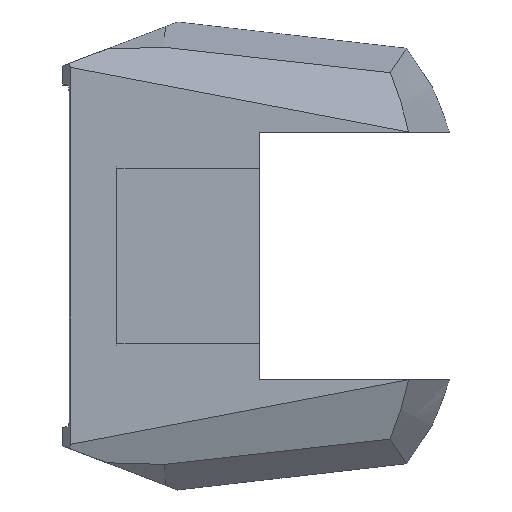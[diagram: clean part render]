
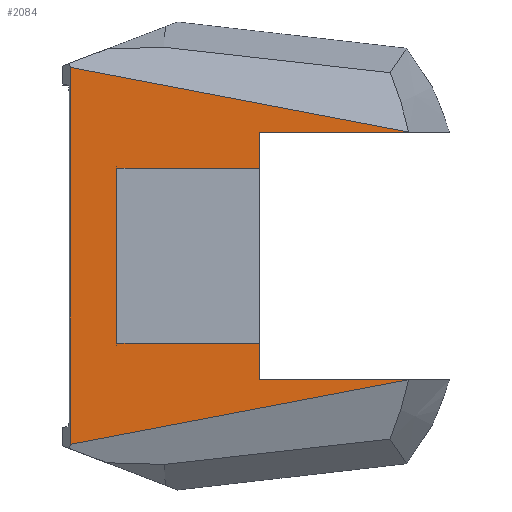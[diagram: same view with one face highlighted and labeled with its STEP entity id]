
A CAD part, top view. The second image highlights one B-rep face of the part: STEP entity #2084.
In plain terms, the highlighted planar face has unit normal (0, 0, 1).
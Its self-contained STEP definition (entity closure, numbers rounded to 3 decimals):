
#1 = CARTESIAN_POINT ( 'NONE',  ( 5.845, -30.406, 26. ) ) ;
#11 = LINE ( 'NONE', #929, #1744 ) ;
#17 = ORIENTED_EDGE ( 'NONE', *, *, #1792, .T. ) ;
#33 = EDGE_CURVE ( 'NONE', #358, #75, #1528, .T. ) ;
#75 = VERTEX_POINT ( 'NONE', #1181 ) ;
#154 = ORIENTED_EDGE ( 'NONE', *, *, #1030, .F. ) ;
#202 = LINE ( 'NONE', #1343, #874 ) ;
#219 = ORIENTED_EDGE ( 'NONE', *, *, #2433, .F. ) ;
#260 = CARTESIAN_POINT ( 'NONE',  ( -40.682, 46.283, 26. ) ) ;
#289 = VERTEX_POINT ( 'NONE', #1993 ) ;
#303 = CARTESIAN_POINT ( 'NONE',  ( -29.155, -21.5, 26. ) ) ;
#342 = DIRECTION ( 'NONE',  ( 1., 0., 0. ) ) ;
#358 = VERTEX_POINT ( 'NONE', #1320 ) ;
#444 = ORIENTED_EDGE ( 'NONE', *, *, #1147, .F. ) ;
#459 = CARTESIAN_POINT ( 'NONE',  ( 0., 30.406, 26. ) ) ;
#486 = VECTOR ( 'NONE', #1684, 1000. ) ;
#526 = PLANE ( 'NONE',  #1186 ) ;
#563 = CARTESIAN_POINT ( 'NONE',  ( -29.155, 21.5, 26. ) ) ;
#591 = DIRECTION ( 'NONE',  ( -1., 0., 0. ) ) ;
#699 = ORIENTED_EDGE ( 'NONE', *, *, #974, .F. ) ;
#705 = VECTOR ( 'NONE', #1888, 1000. ) ;
#723 = ORIENTED_EDGE ( 'NONE', *, *, #33, .F. ) ;
#726 = VERTEX_POINT ( 'NONE', #1023 ) ;
#755 = CARTESIAN_POINT ( 'NONE',  ( -29.155, 21.5, 26. ) ) ;
#763 = VERTEX_POINT ( 'NONE', #1405 ) ;
#788 = ORIENTED_EDGE ( 'NONE', *, *, #1329, .F. ) ;
#799 = DIRECTION ( 'NONE',  ( -1., 0., 0. ) ) ;
#806 = DIRECTION ( 'NONE',  ( 1., 0., 0. ) ) ;
#809 = VECTOR ( 'NONE', #2095, 1000. ) ;
#854 = DIRECTION ( 'NONE',  ( -0.982, -0.187, 0. ) ) ;
#874 = VECTOR ( 'NONE', #591, 1000. ) ;
#918 = LINE ( 'NONE', #1, #486 ) ;
#929 = CARTESIAN_POINT ( 'NONE',  ( -42.5, 46.63, 26. ) ) ;
#971 = VERTEX_POINT ( 'NONE', #1025 ) ;
#974 = EDGE_CURVE ( 'NONE', #763, #358, #2306, .T. ) ;
#1023 = CARTESIAN_POINT ( 'NONE',  ( -29.155, -21.5, 26. ) ) ;
#1025 = CARTESIAN_POINT ( 'NONE',  ( -40.682, -46.283, 26. ) ) ;
#1030 = EDGE_CURVE ( 'NONE', #2029, #971, #1556, .T. ) ;
#1094 = ORIENTED_EDGE ( 'NONE', *, *, #2091, .T. ) ;
#1107 = DIRECTION ( 'NONE',  ( 0., -1., 0. ) ) ;
#1147 = EDGE_CURVE ( 'NONE', #1513, #763, #11, .T. ) ;
#1157 = EDGE_CURVE ( 'NONE', #289, #2327, #918, .T. ) ;
#1167 = CARTESIAN_POINT ( 'NONE',  ( 5.845, -30.406, 26. ) ) ;
#1170 = CARTESIAN_POINT ( 'NONE',  ( 42.5, -30.406, 26. ) ) ;
#1172 = ORIENTED_EDGE ( 'NONE', *, *, #2126, .T. ) ;
#1181 = CARTESIAN_POINT ( 'NONE',  ( 5.845, 21.5, 26. ) ) ;
#1186 = AXIS2_PLACEMENT_3D ( 'NONE', #2028, #1474, #342 ) ;
#1218 = VECTOR ( 'NONE', #854, 1000. ) ;
#1296 = CARTESIAN_POINT ( 'NONE',  ( -29.155, 21.5, 26. ) ) ;
#1297 = LINE ( 'NONE', #1865, #2217 ) ;
#1320 = CARTESIAN_POINT ( 'NONE',  ( 5.845, 30.406, 26. ) ) ;
#1329 = EDGE_CURVE ( 'NONE', #1495, #726, #1912, .T. ) ;
#1334 = DIRECTION ( 'NONE',  ( 0.982, -0.187, 0. ) ) ;
#1335 = VECTOR ( 'NONE', #799, 1000. ) ;
#1343 = CARTESIAN_POINT ( 'NONE',  ( 0., -30.406, 26. ) ) ;
#1345 = CARTESIAN_POINT ( 'NONE',  ( 5.845, -30.406, 26. ) ) ;
#1405 = CARTESIAN_POINT ( 'NONE',  ( 42.5, 30.406, 26. ) ) ;
#1474 = DIRECTION ( 'NONE',  ( 0., 0., 1. ) ) ;
#1483 = VECTOR ( 'NONE', #806, 1000. ) ;
#1495 = VERTEX_POINT ( 'NONE', #1296 ) ;
#1513 = VERTEX_POINT ( 'NONE', #260 ) ;
#1528 = LINE ( 'NONE', #1345, #809 ) ;
#1556 = LINE ( 'NONE', #1170, #1218 ) ;
#1684 = DIRECTION ( 'NONE',  ( 0., -1., 0. ) ) ;
#1744 = VECTOR ( 'NONE', #1334, 1000. ) ;
#1792 = EDGE_CURVE ( 'NONE', #1495, #75, #1879, .T. ) ;
#1842 = ORIENTED_EDGE ( 'NONE', *, *, #1157, .F. ) ;
#1856 = VECTOR ( 'NONE', #2402, 1000. ) ;
#1865 = CARTESIAN_POINT ( 'NONE',  ( -40.682, 0., 26. ) ) ;
#1879 = LINE ( 'NONE', #755, #1483 ) ;
#1888 = DIRECTION ( 'NONE',  ( 0., -1., 0. ) ) ;
#1897 = CARTESIAN_POINT ( 'NONE',  ( 42.5, -30.406, 26. ) ) ;
#1912 = LINE ( 'NONE', #563, #705 ) ;
#1993 = CARTESIAN_POINT ( 'NONE',  ( 5.845, -21.5, 26. ) ) ;
#2002 = EDGE_LOOP ( 'NONE', ( #444, #1094, #154, #1172, #1842, #219, #788, #17, #723, #699 ) ) ;
#2028 = CARTESIAN_POINT ( 'NONE',  ( 0., 0., 26. ) ) ;
#2029 = VERTEX_POINT ( 'NONE', #1897 ) ;
#2084 = ADVANCED_FACE ( 'NONE', ( #2234 ), #526, .T. ) ;
#2091 = EDGE_CURVE ( 'NONE', #1513, #971, #1297, .T. ) ;
#2095 = DIRECTION ( 'NONE',  ( 0., -1., 0. ) ) ;
#2126 = EDGE_CURVE ( 'NONE', #2029, #2327, #202, .T. ) ;
#2217 = VECTOR ( 'NONE', #1107, 1000. ) ;
#2234 = FACE_OUTER_BOUND ( 'NONE', #2002, .T. ) ;
#2306 = LINE ( 'NONE', #459, #1335 ) ;
#2327 = VERTEX_POINT ( 'NONE', #1167 ) ;
#2389 = LINE ( 'NONE', #303, #1856 ) ;
#2402 = DIRECTION ( 'NONE',  ( 1., 0., 0. ) ) ;
#2433 = EDGE_CURVE ( 'NONE', #726, #289, #2389, .T. ) ;
